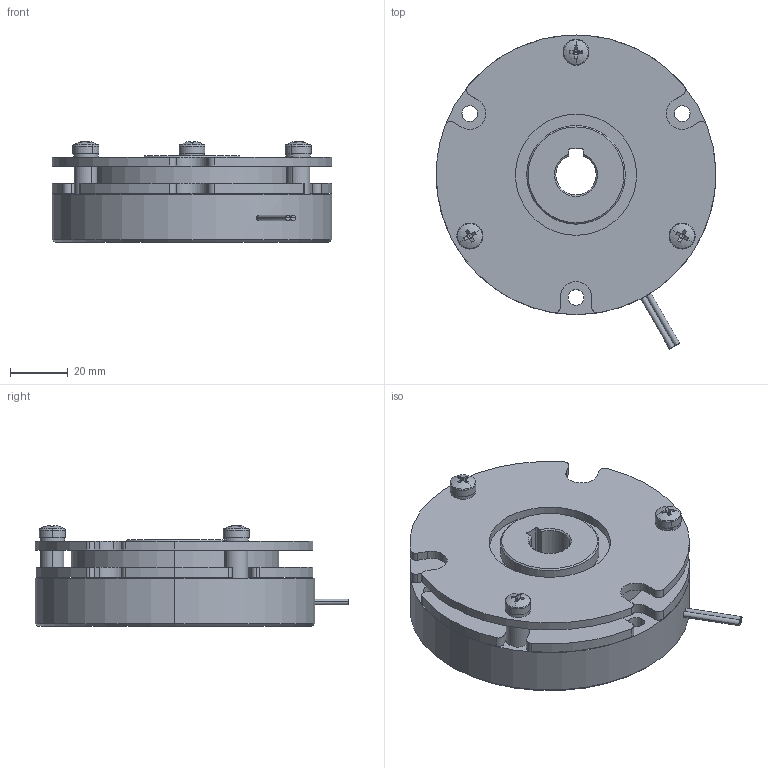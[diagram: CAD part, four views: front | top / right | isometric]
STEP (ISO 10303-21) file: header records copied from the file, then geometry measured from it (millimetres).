
FILE_DESCRIPTION (( 'STEP AP214' ), '1' );
FILE_NAME ('RNB 0.8G-N_23773500.STEP', '2018-08-07T02:41:03', ( ' ' ), ( '' ), 'SwSTEP 2.0', 'SolidWorks 2009', '' );
FILE_SCHEMA (( 'AUTOMOTIVE_DESIGN' ));
Length unit declared in the file: millimetre
Products named in the file (1): RNB 0.8G-N_23773500
Bounding box: 97 x 108.87 x 35 mm (x, y, z)
Volume: 179052.3 mm3; surface area: 49568.6 mm2
Topology: 1 solids, 1 shells, 287 faces, 737 edges, 467 vertices
Faces by surface type: cylinder 125, plane 106, cone 32, torus 18, sphere 6
Entity records: 12075 total; most frequent: DIRECTION 1676, CARTESIAN_POINT 1630, ORIENTED_EDGE 1454, EDGE_CURVE 727, AXIS2_PLACEMENT_3D 693, VERTEX_POINT 467, CIRCLE 405, EDGE_LOOP 332
